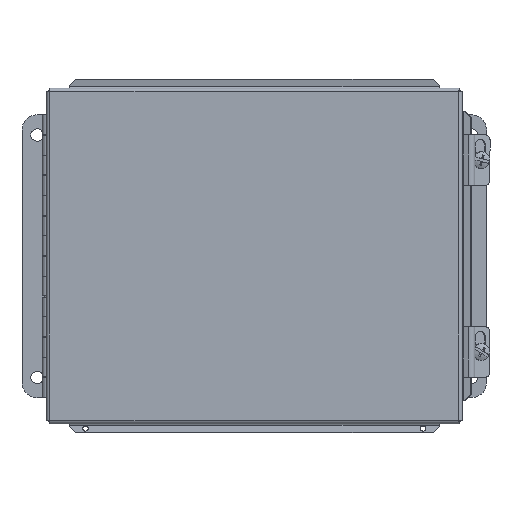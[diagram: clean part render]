
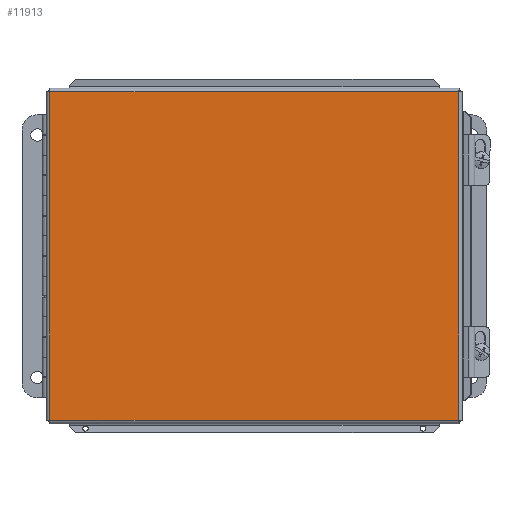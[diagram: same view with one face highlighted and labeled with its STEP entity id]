
A CAD part, top view. The second image highlights one B-rep face of the part: STEP entity #11913.
In plain terms, the highlighted face is planar.
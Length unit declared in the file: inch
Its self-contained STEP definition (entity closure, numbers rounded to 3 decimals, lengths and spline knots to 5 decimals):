
#11232=CARTESIAN_POINT('',(10.21675,0.09325,0.));
#11233=VERTEX_POINT('',#11232);
#11244=CARTESIAN_POINT('',(10.21675,8.21675,0.));
#11245=VERTEX_POINT('',#11244);
#11246=CARTESIAN_POINT('',(10.21675,8.21675,0.));
#11247=DIRECTION('',(0.0,-1.0,0.0));
#11248=VECTOR('',#11247,8.1235);
#11249=LINE('',#11246,#11248);
#11250=EDGE_CURVE('',#11245,#11233,#11249,.T.);
#11410=CARTESIAN_POINT('',(0.09325,0.09325,0.));
#11411=VERTEX_POINT('',#11410);
#11422=CARTESIAN_POINT('',(10.21675,0.09325,0.));
#11423=DIRECTION('',(-1.0,0.0,0.0));
#11424=VECTOR('',#11423,10.1235);
#11425=LINE('',#11422,#11424);
#11426=EDGE_CURVE('',#11233,#11411,#11425,.T.);
#11579=CARTESIAN_POINT('',(0.09325,8.21675,0.));
#11580=VERTEX_POINT('',#11579);
#11591=CARTESIAN_POINT('',(0.09325,0.09325,0.));
#11592=DIRECTION('',(0.0,1.0,0.0));
#11593=VECTOR('',#11592,8.1235);
#11594=LINE('',#11591,#11593);
#11595=EDGE_CURVE('',#11411,#11580,#11594,.T.);
#11758=CARTESIAN_POINT('',(0.09325,8.21675,0.));
#11759=DIRECTION('',(1.0,0.0,0.0));
#11760=VECTOR('',#11759,10.1235);
#11761=LINE('',#11758,#11760);
#11762=EDGE_CURVE('',#11580,#11245,#11761,.T.);
#11902=CARTESIAN_POINT('',(5.155,4.155,0.));
#11903=DIRECTION('',(0.0,0.0,1.0));
#11904=DIRECTION('',(1.0,0.0,0.0));
#11905=AXIS2_PLACEMENT_3D('',#11902,#11903,#11904);
#11906=PLANE('',#11905);
#11907=ORIENTED_EDGE('',*,*,#11250,.T.);
#11908=ORIENTED_EDGE('',*,*,#11426,.T.);
#11909=ORIENTED_EDGE('',*,*,#11595,.T.);
#11910=ORIENTED_EDGE('',*,*,#11762,.T.);
#11911=EDGE_LOOP('',(#11907,#11908,#11909,#11910));
#11912=FACE_OUTER_BOUND('',#11911,.T.);
#11913=ADVANCED_FACE('',(#11912),#11906,.F.);
